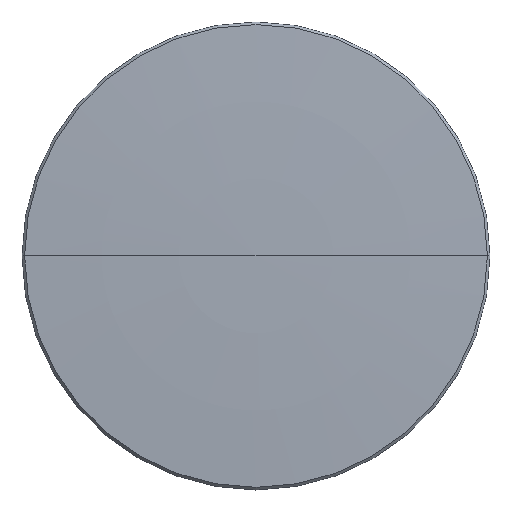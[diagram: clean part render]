
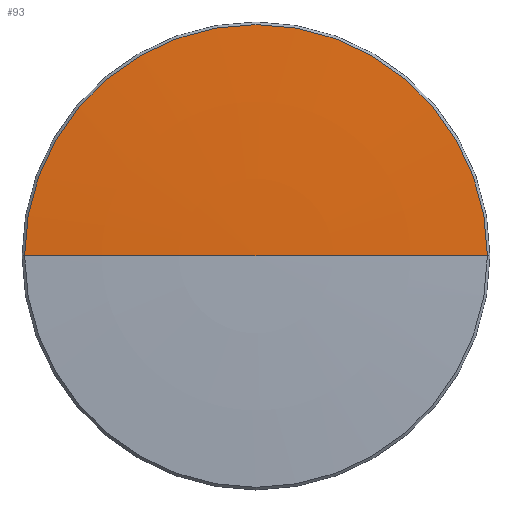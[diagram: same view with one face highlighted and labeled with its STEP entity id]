
A CAD part, top view. The second image highlights one B-rep face of the part: STEP entity #93.
In plain terms, the highlighted toroidal (fillet/blend) face has major radius 0.015 mm and minor radius 230.04 mm.
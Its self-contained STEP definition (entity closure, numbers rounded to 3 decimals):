
#4 = CARTESIAN_POINT ( 'NONE',  ( -0.015, 0., -228.865 ) ) ;
#22 = DIRECTION ( 'NONE',  ( 0., 1., 0. ) ) ;
#24 = DIRECTION ( 'NONE',  ( -1., 0., 0. ) ) ;
#30 = VERTEX_POINT ( 'NONE', #132 ) ;
#36 = EDGE_CURVE ( 'NONE', #38, #30, #134, .T. ) ;
#38 = VERTEX_POINT ( 'NONE', #121 ) ;
#67 = TOROIDAL_SURFACE ( 'NONE', #73, 0.015, 230.04 ) ;
#71 = DIRECTION ( 'NONE',  ( 1., 0., 0. ) ) ;
#72 = DIRECTION ( 'NONE',  ( 0., 0., 1. ) ) ;
#73 = AXIS2_PLACEMENT_3D ( 'NONE', #74, #72, #71 ) ;
#74 = CARTESIAN_POINT ( 'NONE',  ( 0., 0., -228.865 ) ) ;
#75 = EDGE_LOOP ( 'NONE', ( #90, #91, #89 ) ) ;
#81 = VERTEX_POINT ( 'NONE', #185 ) ;
#82 = EDGE_CURVE ( 'NONE', #38, #81, #184, .T. ) ;
#89 = ORIENTED_EDGE ( 'NONE', *, *, #82, .F. ) ;
#90 = ORIENTED_EDGE ( 'NONE', *, *, #36, .T. ) ;
#91 = ORIENTED_EDGE ( 'NONE', *, *, #95, .T. ) ;
#93 = ADVANCED_FACE ( 'NONE', ( #173 ), #67, .T. ) ;
#95 = EDGE_CURVE ( 'NONE', #30, #81, #161, .T. ) ;
#118 = DIRECTION ( 'NONE',  ( 1., 0., 0. ) ) ;
#119 = DIRECTION ( 'NONE',  ( 0., 0., 1. ) ) ;
#121 = CARTESIAN_POINT ( 'NONE',  ( 12.559, 0., 0.833 ) ) ;
#127 = AXIS2_PLACEMENT_3D ( 'NONE', #137, #119, #118 ) ;
#132 = CARTESIAN_POINT ( 'NONE',  ( -12.559, 0., 0.833 ) ) ;
#134 = CIRCLE ( 'NONE', #127, 12.559 ) ;
#137 = CARTESIAN_POINT ( 'NONE',  ( 0., 0., 0.833 ) ) ;
#160 = AXIS2_PLACEMENT_3D ( 'NONE', #4, #22, #24 ) ;
#161 = CIRCLE ( 'NONE', #160, 230.04 ) ;
#167 = DIRECTION ( 'NONE',  ( 0., 0., -1. ) ) ;
#168 = DIRECTION ( 'NONE',  ( 0., -1., 0. ) ) ;
#169 = CARTESIAN_POINT ( 'NONE',  ( 0.015, 0., -228.865 ) ) ;
#173 = FACE_OUTER_BOUND ( 'NONE', #75, .T. ) ;
#177 = AXIS2_PLACEMENT_3D ( 'NONE', #169, #168, #167 ) ;
#184 = CIRCLE ( 'NONE', #177, 230.04 ) ;
#185 = CARTESIAN_POINT ( 'NONE',  ( 0., 0., 1.175 ) ) ;
